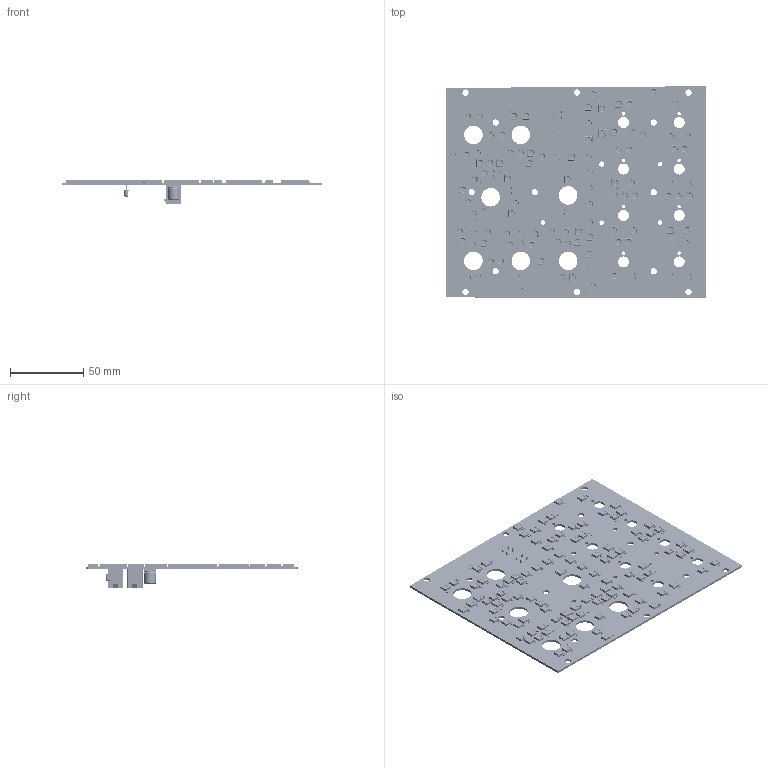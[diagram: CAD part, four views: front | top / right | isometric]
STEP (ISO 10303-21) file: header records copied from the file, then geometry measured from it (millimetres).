
FILE_DESCRIPTION(('KiCad electronic assembly'),'2;1');
FILE_NAME('COMM Panel PCB V2.step','2021-01-03T13:54:49',('An Author'),( 'A Company'),'Open CASCADE STEP processor 6.9', 'KiCad to STEP converter','Unknown');
FILE_SCHEMA(('AUTOMOTIVE_DESIGN { 1 0 10303 214 1 1 1 1 }'));
Length unit declared in the file: millimetre
Products named in the file (14): Open CASCADE STEP translator 6.9 1; Molex_Mini-Fit_Jr_5566-04A_2x02_P4.20mm_Vertical; SOLID; C_0603_1608Metric; LED_WS2812B_PLCC4_5.0x5.0mm_P3.2mm; R_0603_1608Metric; LED_D3.0mm; CP_Elec_8x10; COMPOUND
Assembly tree (229 placements, depth 3):
  Open CASCADE STEP translator 6.9 1
    Molex_Mini-Fit_Jr_5566-04A_2x02_P4.20mm_Vertical  x2
      SOLID
    C_0603_1608Metric  x108
      SOLID
    LED_WS2812B_PLCC4_5.0x5.0mm_P3.2mm  x109
      SOLID
    R_0603_1608Metric
      SOLID
    LED_D3.0mm
      SOLID
    CP_Elec_8x10
      SOLID
    COMPOUND
Bounding box: 177.7 x 144.53 x 16.3 mm (x, y, z)
Volume: 44305.1 mm3; surface area: 64276.3 mm2
Topology: 223 solids, 223 shells, 10840 faces, 30762 edges, 20283 vertices
Faces by surface type: plane 6954, cylinder 3769, cone 109, torus 4, bspline 2, sphere 1, revolution 1
Full cylindrical faces by diameter (mm): 0.9 x2, 1.4 x8, 2.38 x8, 3 x1, 3.1 x4, 3.333 x109, 3.544 x1, 4.3 x7, 4.305 x6, 7.54 x8, 8 x2, 12.7 x7
Entity records: 29503 total; most frequent: CARTESIAN_POINT 5912, DIRECTION 4222, LINE 2529, VECTOR 2529, ORIENTED_EDGE 2010, PCURVE 2010, DEFINITIONAL_REPRESENTATION 2010, EDGE_CURVE 1005
